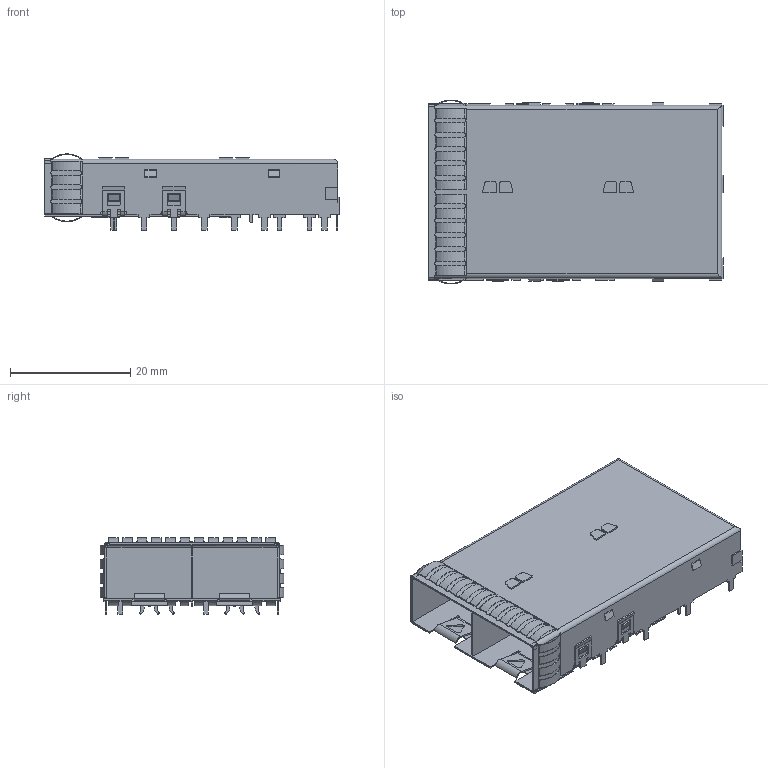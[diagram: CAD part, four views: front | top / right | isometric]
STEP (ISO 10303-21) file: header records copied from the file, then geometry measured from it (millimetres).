
FILE_DESCRIPTION(/* description */ (''),/* implementation_level */ '2;1');
FILE_NAME(/* name */ 'TYCO_2007263-1.stp',/* time_stamp */ '2017-01-18T12:55:49+01:00',/* author */ ('jchouvet'),/* organization */ ('Tyco Electronics Ltd.'),/* preprocessor_version */ 'ST-DEVELOPER v16.1',/* originating_system */ 'AutoCAD Mechanical',/* authorisation */ '');
FILE_SCHEMA (('AUTOMOTIVE_DESIGN { 1 0 10303 214 3 1 1 }'));
Length unit declared in the file: millimetre
Products named in the file (1): Product
Bounding box: 48.98 x 30.54 x 12.65 mm (x, y, z)
Volume: 997.8 mm3; surface area: 8313.8 mm2
Topology: 1 solids, 1 shells, 916 faces, 2915 edges, 1918 vertices
Faces by surface type: plane 559, cylinder 357
Entity records: 40786 total; most frequent: CARTESIAN_POINT 14771, ORIENTED_EDGE 5830, DIRECTION 5111, EDGE_CURVE 2915, LINE 1993, VECTOR 1993, VERTEX_POINT 1918, AXIS2_PLACEMENT_3D 1559
